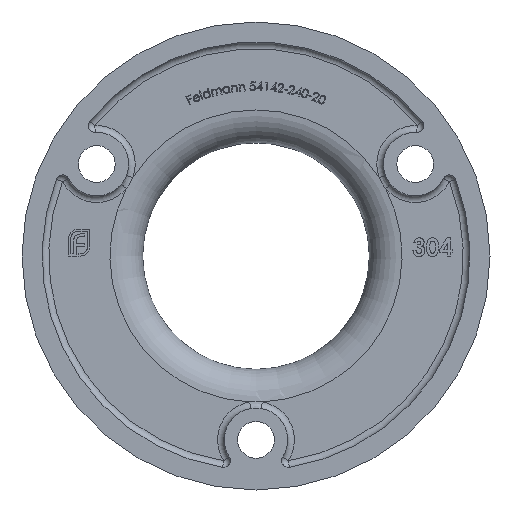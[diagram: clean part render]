
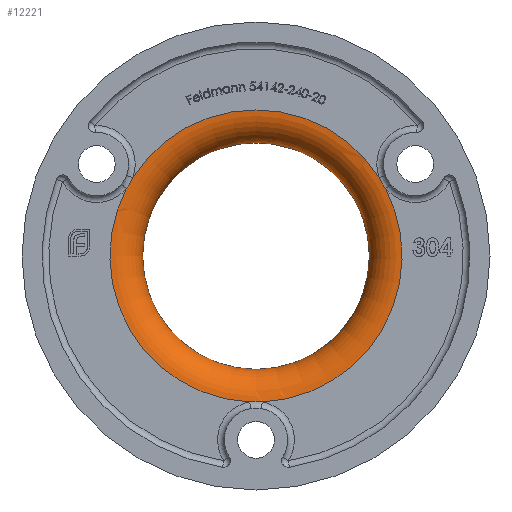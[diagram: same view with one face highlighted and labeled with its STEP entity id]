
A CAD part, front view. The second image highlights one B-rep face of the part: STEP entity #12221.
In plain terms, the highlighted toroidal (fillet/blend) face has major radius 21.85 mm and minor radius 4.9 mm.
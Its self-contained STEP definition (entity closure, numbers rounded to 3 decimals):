
#40 = CARTESIAN_POINT ( 'NONE',  ( 18.429, 1., 11.739 ) ) ;
#511 = CARTESIAN_POINT ( 'NONE',  ( 18.991, 1., 10.598 ) ) ;
#776 = DIRECTION ( 'NONE',  ( 0., 0., -1. ) ) ;
#853 = DIRECTION ( 'NONE',  ( 0., -1., 0. ) ) ;
#1179 = ORIENTED_EDGE ( 'NONE', *, *, #14621, .F. ) ;
#1621 = VERTEX_POINT ( 'NONE', #15198 ) ;
#2028 = CIRCLE ( 'NONE', #12543, 21.85 ) ;
#2375 = AXIS2_PLACEMENT_3D ( 'NONE', #13580, #15157, #11886 ) ;
#2475 = CARTESIAN_POINT ( 'NONE',  ( 0., 5.9, 0. ) ) ;
#2895 = CARTESIAN_POINT ( 'NONE',  ( 0.951, 1., -21.829 ) ) ;
#2987 = ORIENTED_EDGE ( 'NONE', *, *, #9849, .T. ) ;
#3328 = FACE_OUTER_BOUND ( 'NONE', #20091, .T. ) ;
#3678 = DIRECTION ( 'NONE',  ( 0., 0., -1. ) ) ;
#3918 = CARTESIAN_POINT ( 'NONE',  ( 18.673, 1., 11.147 ) ) ;
#4339 = CARTESIAN_POINT ( 'NONE',  ( -0.951, 1., -21.829 ) ) ;
#4482 = CARTESIAN_POINT ( 'NONE',  ( 0., 1., 0. ) ) ;
#5288 = CIRCLE ( 'NONE', #6600, 16.95 ) ;
#5978 = VERTEX_POINT ( 'NONE', #40 ) ;
#6453 = VERTEX_POINT ( 'NONE', #10018 ) ;
#6600 = AXIS2_PLACEMENT_3D ( 'NONE', #2475, #853, #776 ) ;
#6923 = DIRECTION ( 'NONE',  ( 0., -1., 0. ) ) ;
#7366 = CARTESIAN_POINT ( 'NONE',  ( -19.38, 1., 10.091 ) ) ;
#7465 = B_SPLINE_CURVE_WITH_KNOTS ( 'NONE', 3,
 ( #15143, #511, #3918, #8705 ),
 .UNSPECIFIED., .F., .F.,
 ( 4, 4 ),
 ( 0., 0.002 ),
 .UNSPECIFIED. ) ;
#8102 = EDGE_LOOP ( 'NONE', ( #13274, #17196, #13093, #14460, #2987, #15601 ) ) ;
#8158 = EDGE_CURVE ( 'NONE', #18249, #5978, #7465, .T. ) ;
#8705 = CARTESIAN_POINT ( 'NONE',  ( 18.429, 1., 11.739 ) ) ;
#9058 = EDGE_CURVE ( 'NONE', #20746, #6453, #17903, .T. ) ;
#9134 = FACE_OUTER_BOUND ( 'NONE', #8102, .T. ) ;
#9849 = EDGE_CURVE ( 'NONE', #13409, #20746, #11158, .T. ) ;
#10018 = CARTESIAN_POINT ( 'NONE',  ( 0.951, 1., -21.829 ) ) ;
#10154 = CARTESIAN_POINT ( 'NONE',  ( -18.991, 1., 10.598 ) ) ;
#10203 = CARTESIAN_POINT ( 'NONE',  ( 19.38, 1., 10.091 ) ) ;
#10481 = CARTESIAN_POINT ( 'NONE',  ( 0., 1., 0. ) ) ;
#11158 = CIRCLE ( 'NONE', #2375, 21.85 ) ;
#11886 = DIRECTION ( 'NONE',  ( 0., 0., -1. ) ) ;
#12221 = ADVANCED_FACE ( 'NONE', ( #9134, #3328 ), #14698, .T. ) ;
#12233 = B_SPLINE_CURVE_WITH_KNOTS ( 'NONE', 3,
 ( #14984, #16674, #10154, #18228 ),
 .UNSPECIFIED., .F., .F.,
 ( 4, 4 ),
 ( 0., 0.002 ),
 .UNSPECIFIED. ) ;
#12543 = AXIS2_PLACEMENT_3D ( 'NONE', #4482, #15791, #20622 ) ;
#12544 = CARTESIAN_POINT ( 'NONE',  ( 0.317, 1., -21.745 ) ) ;
#13093 = ORIENTED_EDGE ( 'NONE', *, *, #20207, .T. ) ;
#13274 = ORIENTED_EDGE ( 'NONE', *, *, #13545, .T. ) ;
#13409 = VERTEX_POINT ( 'NONE', #7366 ) ;
#13545 = EDGE_CURVE ( 'NONE', #6453, #18249, #2028, .T. ) ;
#13580 = CARTESIAN_POINT ( 'NONE',  ( 0., 1., 0. ) ) ;
#13874 = DIRECTION ( 'NONE',  ( 0., 0., -1. ) ) ;
#14218 = AXIS2_PLACEMENT_3D ( 'NONE', #10481, #15600, #13874 ) ;
#14460 = ORIENTED_EDGE ( 'NONE', *, *, #16248, .T. ) ;
#14621 = EDGE_CURVE ( 'NONE', #1621, #1621, #5288, .T. ) ;
#14698 = TOROIDAL_SURFACE ( 'NONE', #20635, 21.85, 4.9 ) ;
#14699 = CARTESIAN_POINT ( 'NONE',  ( 0., 5.9, 0. ) ) ;
#14984 = CARTESIAN_POINT ( 'NONE',  ( -18.429, 1., 11.739 ) ) ;
#15143 = CARTESIAN_POINT ( 'NONE',  ( 19.38, 1., 10.091 ) ) ;
#15157 = DIRECTION ( 'NONE',  ( 0., -1., 0. ) ) ;
#15198 = CARTESIAN_POINT ( 'NONE',  ( 0., 5.9, -16.95 ) ) ;
#15600 = DIRECTION ( 'NONE',  ( 0., -1., 0. ) ) ;
#15601 = ORIENTED_EDGE ( 'NONE', *, *, #9058, .T. ) ;
#15791 = DIRECTION ( 'NONE',  ( 0., -1., 0. ) ) ;
#16248 = EDGE_CURVE ( 'NONE', #19686, #13409, #12233, .T. ) ;
#16674 = CARTESIAN_POINT ( 'NONE',  ( -18.673, 1., 11.147 ) ) ;
#17196 = ORIENTED_EDGE ( 'NONE', *, *, #8158, .T. ) ;
#17296 = CARTESIAN_POINT ( 'NONE',  ( -0.951, 1., -21.829 ) ) ;
#17903 = B_SPLINE_CURVE_WITH_KNOTS ( 'NONE', 3,
 ( #17296, #20646, #12544, #2895 ),
 .UNSPECIFIED., .F., .F.,
 ( 4, 4 ),
 ( 0., 0.002 ),
 .UNSPECIFIED. ) ;
#18228 = CARTESIAN_POINT ( 'NONE',  ( -19.38, 1., 10.091 ) ) ;
#18249 = VERTEX_POINT ( 'NONE', #10203 ) ;
#19114 = CIRCLE ( 'NONE', #14218, 21.85 ) ;
#19686 = VERTEX_POINT ( 'NONE', #20166 ) ;
#20091 = EDGE_LOOP ( 'NONE', ( #1179 ) ) ;
#20166 = CARTESIAN_POINT ( 'NONE',  ( -18.429, 1., 11.739 ) ) ;
#20207 = EDGE_CURVE ( 'NONE', #5978, #19686, #19114, .T. ) ;
#20622 = DIRECTION ( 'NONE',  ( 0., 0., -1. ) ) ;
#20635 = AXIS2_PLACEMENT_3D ( 'NONE', #14699, #6923, #3678 ) ;
#20646 = CARTESIAN_POINT ( 'NONE',  ( -0.317, 1., -21.745 ) ) ;
#20746 = VERTEX_POINT ( 'NONE', #4339 ) ;
